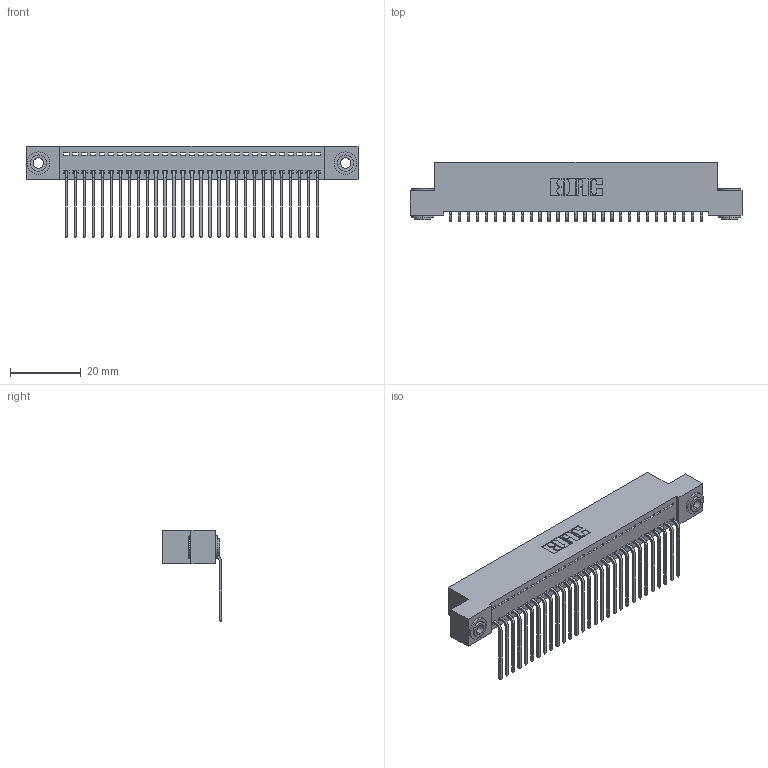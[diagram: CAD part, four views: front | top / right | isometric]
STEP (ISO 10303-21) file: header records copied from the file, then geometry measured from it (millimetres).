
FILE_DESCRIPTION (( 'STEP AP203' ), '1' );
FILE_NAME ('342-029-559-103.STEP', '2019-10-02T04:02:16', ( '' ), ( '' ), 'SwSTEP 2.0', 'SolidWorks 2016', '' );
FILE_SCHEMA (( 'CONFIG_CONTROL_DESIGN' ));
Length unit declared in the file: inch
Products named in the file (4): 342 Part_.156 TH; 345-292-001_558 559 Tail - 1; 342-250-002_345-250-002-102; 342-029-559-103
Assembly tree (32 placements, depth 2):
  342-029-559-103
    342 Part_.156 TH
    345-292-001_558 559 Tail - 1  x29
    342-250-002_345-250-002-102  x2
Bounding box: 93.98 x 16.83 x 25.78 mm (x, y, z)
Volume: 8311.7 mm3; surface area: 12737.6 mm2
Topology: 32 solids, 32 shells, 1888 faces, 5653 edges, 3726 vertices
Faces by surface type: plane 1352, cylinder 528, cone 8
Entity records: 20012 total; most frequent: CARTESIAN_POINT 3432, ORIENTED_EDGE 3390, DIRECTION 2955, EDGE_CURVE 1695, VECTOR 1543, LINE 1543, VERTEX_POINT 1126, AXIS2_PLACEMENT_3D 706
